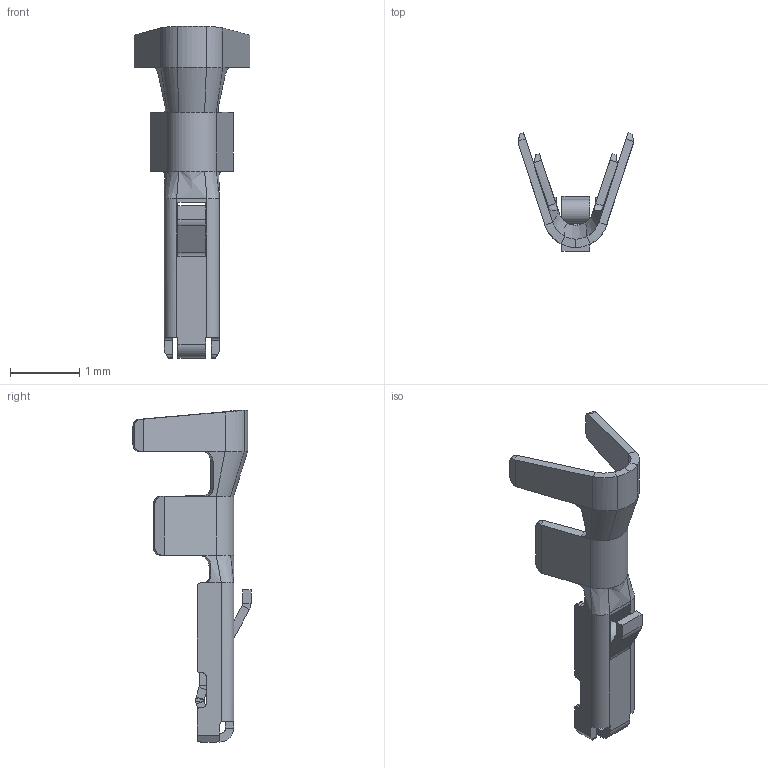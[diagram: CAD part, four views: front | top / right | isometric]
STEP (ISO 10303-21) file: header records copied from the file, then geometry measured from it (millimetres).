
FILE_DESCRIPTION((''),'2;1');
FILE_NAME('T-51452-TXXX-XXX','2019-12-21T',('k49820'),(''),'PRO/ENGINEER BY PARAMETRIC TECHNOLOGY CORPORATION, 2009360','PRO/ENGINEER BY PARAMETRIC TECHNOLOGY CORPORATION, 2009360','');
FILE_SCHEMA(('CONFIG_CONTROL_DESIGN'));
Length unit declared in the file: millimetre
Products named in the file (1): T-51452-TXXX-XXX
Bounding box: 1.67 x 1.71 x 4.8 mm (x, y, z)
Volume: 1.1 mm3; surface area: 22.9 mm2
Topology: 1 solids, 1 shells, 217 faces, 536 edges, 321 vertices
Faces by surface type: plane 113, bspline 56, cylinder 48
Entity records: 7427 total; most frequent: CARTESIAN_POINT 2644, ORIENTED_EDGE 1072, DIRECTION 832, EDGE_CURVE 536, VECTOR 336, LINE 336, VERTEX_POINT 321, AXIS2_PLACEMENT_3D 248
